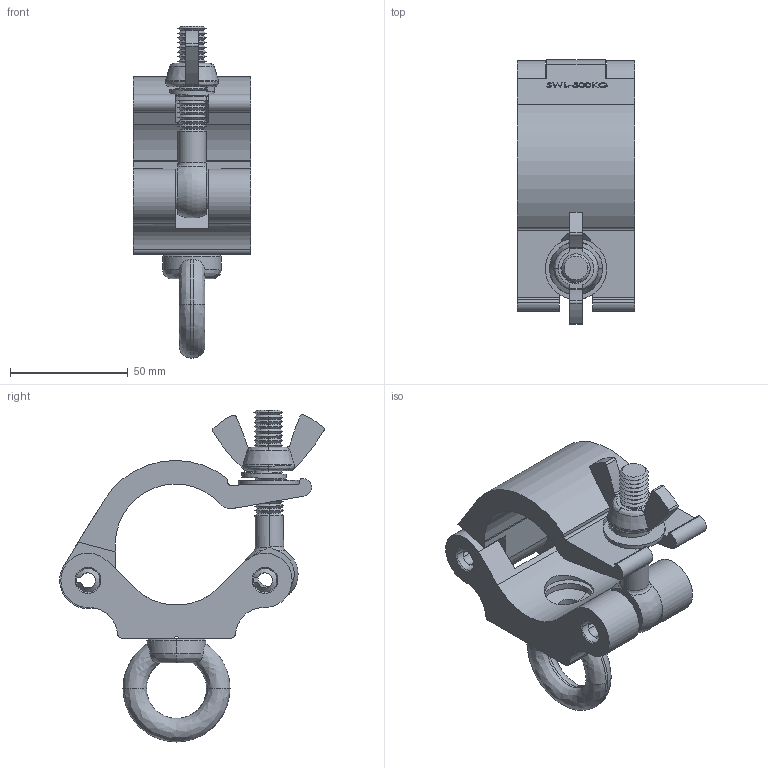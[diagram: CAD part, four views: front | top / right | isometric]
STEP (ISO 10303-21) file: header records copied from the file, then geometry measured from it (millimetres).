
FILE_DESCRIPTION(/* description */ ('Eye-Clamp-CJS5007'),/* implementation_level */ '2;1');
FILE_NAME(/* name */ 'Eye-Clamp-CJS5007-Global-Truss.stp',/* time_stamp */ '2021-04-11T21:06:47-07:00',/* author */ ('TheDanny'),/* organization */ ('Truss Genius'),/* preprocessor_version */ 'ST-DEVELOPER v18.1',/* originating_system */ 'Autodesk Inventor 2022',/* authorisation */ '');
FILE_SCHEMA (('AUTOMOTIVE_DESIGN { 1 0 10303 214 3 1 1 }'));
Length unit declared in the file: inch
Products named in the file (10): Eye-Clamp-CJS5007-Global-Truss; Eye-Clamp-CJS5007-Global-Truss1; Eye-Clamp-CJS5007-Global-Truss2; Eye-Clamp-CJS5007-Global-Truss3; Eye-Clamp-CJS5007-Global-Truss4; Eye-Clamp-CJS5007-Global-Truss5; Eye-Clamp-CJS5007-Global-Truss6; Eye-Clamp-CJS5007-Global-Truss7; Eye-Clamp-CJS5007-Global-Truss8; Eye-Clamp-CJS5007-Global-Truss9
Assembly tree (9 placements, depth 2):
  Eye-Clamp-CJS5007-Global-Truss
    Eye-Clamp-CJS5007-Global-Truss1
    Eye-Clamp-CJS5007-Global-Truss2
    Eye-Clamp-CJS5007-Global-Truss3
    Eye-Clamp-CJS5007-Global-Truss4
    Eye-Clamp-CJS5007-Global-Truss5
    Eye-Clamp-CJS5007-Global-Truss6
    Eye-Clamp-CJS5007-Global-Truss7
    Eye-Clamp-CJS5007-Global-Truss8
    Eye-Clamp-CJS5007-Global-Truss9
Bounding box: 50 x 112.14 x 140.68 mm (x, y, z)
Volume: 158836.9 mm3; surface area: 54429.2 mm2
Topology: 9 solids, 9 shells, 405 faces, 1011 edges, 634 vertices
Faces by surface type: cone 121, plane 110, cylinder 97, bspline 77
Entity records: 20237 total; most frequent: CARTESIAN_POINT 10637, ORIENTED_EDGE 2022, DIRECTION 1808, EDGE_CURVE 1011, AXIS2_PLACEMENT_3D 657, VERTEX_POINT 634, LINE 494, VECTOR 494
